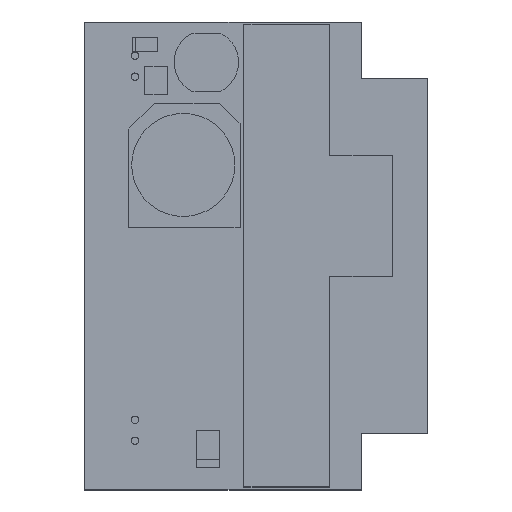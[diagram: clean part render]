
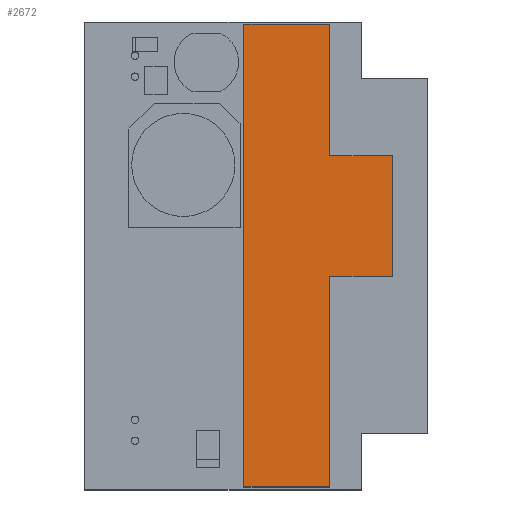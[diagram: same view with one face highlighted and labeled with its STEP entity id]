
A CAD part, top view. The second image highlights one B-rep face of the part: STEP entity #2672.
In plain terms, the highlighted planar face has unit normal (0, 0, 1).
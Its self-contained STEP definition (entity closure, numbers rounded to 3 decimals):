
#2050 = VERTEX_POINT('',#2051);
#2051 = CARTESIAN_POINT('',(1.4,-28.025,14.));
#2058 = PLANE('',#2059);
#2059 = AXIS2_PLACEMENT_3D('',#2060,#2061,#2062);
#2060 = CARTESIAN_POINT('',(1.4,-28.025,0.));
#2061 = DIRECTION('',(0.,-1.,0.));
#2062 = DIRECTION('',(-1.,0.,0.));
#2070 = PLANE('',#2071);
#2071 = AXIS2_PLACEMENT_3D('',#2072,#2073,#2074);
#2072 = CARTESIAN_POINT('',(1.4,-2.525,0.));
#2073 = DIRECTION('',(1.,0.,0.));
#2074 = DIRECTION('',(0.,-1.,0.));
#2082 = EDGE_CURVE('',#2050,#2083,#2085,.T.);
#2083 = VERTEX_POINT('',#2084);
#2084 = CARTESIAN_POINT('',(-9.,-28.025,14.));
#2085 = SURFACE_CURVE('',#2086,(#2090,#2097),.PCURVE_S1.);
#2086 = LINE('',#2087,#2088);
#2087 = CARTESIAN_POINT('',(1.4,-28.025,14.));
#2088 = VECTOR('',#2089,1.);
#2089 = DIRECTION('',(-1.,0.,0.));
#2090 = PCURVE('',#2058,#2091);
#2091 = DEFINITIONAL_REPRESENTATION('',(#2092),#2096);
#2092 = LINE('',#2093,#2094);
#2093 = CARTESIAN_POINT('',(0.,-14.));
#2094 = VECTOR('',#2095,1.);
#2095 = DIRECTION('',(1.,0.));
#2096 = ( GEOMETRIC_REPRESENTATION_CONTEXT(2) 
PARAMETRIC_REPRESENTATION_CONTEXT() REPRESENTATION_CONTEXT('2D SPACE',''
  ) );
#2097 = PCURVE('',#2098,#2103);
#2098 = PLANE('',#2099);
#2099 = AXIS2_PLACEMENT_3D('',#2100,#2101,#2102);
#2100 = CARTESIAN_POINT('',(1.4,-28.025,14.));
#2101 = DIRECTION('',(0.,0.,1.));
#2102 = DIRECTION('',(1.,0.,0.));
#2103 = DEFINITIONAL_REPRESENTATION('',(#2104),#2108);
#2104 = LINE('',#2105,#2106);
#2105 = CARTESIAN_POINT('',(0.,0.));
#2106 = VECTOR('',#2107,1.);
#2107 = DIRECTION('',(-1.,0.));
#2108 = ( GEOMETRIC_REPRESENTATION_CONTEXT(2) 
PARAMETRIC_REPRESENTATION_CONTEXT() REPRESENTATION_CONTEXT('2D SPACE',''
  ) );
#2126 = PLANE('',#2127);
#2127 = AXIS2_PLACEMENT_3D('',#2128,#2129,#2130);
#2128 = CARTESIAN_POINT('',(-9.,-28.025,0.));
#2129 = DIRECTION('',(-1.,0.,0.));
#2130 = DIRECTION('',(0.,1.,0.));
#2168 = EDGE_CURVE('',#2083,#2169,#2171,.T.);
#2169 = VERTEX_POINT('',#2170);
#2170 = CARTESIAN_POINT('',(-9.,28.025,14.));
#2171 = SURFACE_CURVE('',#2172,(#2176,#2183),.PCURVE_S1.);
#2172 = LINE('',#2173,#2174);
#2173 = CARTESIAN_POINT('',(-9.,-28.025,14.));
#2174 = VECTOR('',#2175,1.);
#2175 = DIRECTION('',(0.,1.,0.));
#2176 = PCURVE('',#2126,#2177);
#2177 = DEFINITIONAL_REPRESENTATION('',(#2178),#2182);
#2178 = LINE('',#2179,#2180);
#2179 = CARTESIAN_POINT('',(0.,-14.));
#2180 = VECTOR('',#2181,1.);
#2181 = DIRECTION('',(1.,0.));
#2182 = ( GEOMETRIC_REPRESENTATION_CONTEXT(2) 
PARAMETRIC_REPRESENTATION_CONTEXT() REPRESENTATION_CONTEXT('2D SPACE',''
  ) );
#2183 = PCURVE('',#2098,#2184);
#2184 = DEFINITIONAL_REPRESENTATION('',(#2185),#2189);
#2185 = LINE('',#2186,#2187);
#2186 = CARTESIAN_POINT('',(-10.4,0.));
#2187 = VECTOR('',#2188,1.);
#2188 = DIRECTION('',(0.,1.));
#2189 = ( GEOMETRIC_REPRESENTATION_CONTEXT(2) 
PARAMETRIC_REPRESENTATION_CONTEXT() REPRESENTATION_CONTEXT('2D SPACE',''
  ) );
#2207 = PLANE('',#2208);
#2208 = AXIS2_PLACEMENT_3D('',#2209,#2210,#2211);
#2209 = CARTESIAN_POINT('',(-9.,28.025,0.));
#2210 = DIRECTION('',(0.,1.,0.));
#2211 = DIRECTION('',(1.,0.,0.));
#2244 = EDGE_CURVE('',#2169,#2245,#2247,.T.);
#2245 = VERTEX_POINT('',#2246);
#2246 = CARTESIAN_POINT('',(1.4,28.025,14.));
#2247 = SURFACE_CURVE('',#2248,(#2252,#2259),.PCURVE_S1.);
#2248 = LINE('',#2249,#2250);
#2249 = CARTESIAN_POINT('',(-9.,28.025,14.));
#2250 = VECTOR('',#2251,1.);
#2251 = DIRECTION('',(1.,0.,0.));
#2252 = PCURVE('',#2207,#2253);
#2253 = DEFINITIONAL_REPRESENTATION('',(#2254),#2258);
#2254 = LINE('',#2255,#2256);
#2255 = CARTESIAN_POINT('',(0.,-14.));
#2256 = VECTOR('',#2257,1.);
#2257 = DIRECTION('',(1.,0.));
#2258 = ( GEOMETRIC_REPRESENTATION_CONTEXT(2) 
PARAMETRIC_REPRESENTATION_CONTEXT() REPRESENTATION_CONTEXT('2D SPACE',''
  ) );
#2259 = PCURVE('',#2098,#2260);
#2260 = DEFINITIONAL_REPRESENTATION('',(#2261),#2265);
#2261 = LINE('',#2262,#2263);
#2262 = CARTESIAN_POINT('',(-10.4,56.05));
#2263 = VECTOR('',#2264,1.);
#2264 = DIRECTION('',(1.,0.));
#2265 = ( GEOMETRIC_REPRESENTATION_CONTEXT(2) 
PARAMETRIC_REPRESENTATION_CONTEXT() REPRESENTATION_CONTEXT('2D SPACE',''
  ) );
#2283 = PLANE('',#2284);
#2284 = AXIS2_PLACEMENT_3D('',#2285,#2286,#2287);
#2285 = CARTESIAN_POINT('',(1.4,28.025,0.));
#2286 = DIRECTION('',(1.,0.,0.));
#2287 = DIRECTION('',(0.,-1.,0.));
#2320 = EDGE_CURVE('',#2245,#2321,#2323,.T.);
#2321 = VERTEX_POINT('',#2322);
#2322 = CARTESIAN_POINT('',(1.4,12.075,14.));
#2323 = SURFACE_CURVE('',#2324,(#2328,#2335),.PCURVE_S1.);
#2324 = LINE('',#2325,#2326);
#2325 = CARTESIAN_POINT('',(1.4,28.025,14.));
#2326 = VECTOR('',#2327,1.);
#2327 = DIRECTION('',(0.,-1.,0.));
#2328 = PCURVE('',#2283,#2329);
#2329 = DEFINITIONAL_REPRESENTATION('',(#2330),#2334);
#2330 = LINE('',#2331,#2332);
#2331 = CARTESIAN_POINT('',(0.,-14.));
#2332 = VECTOR('',#2333,1.);
#2333 = DIRECTION('',(1.,0.));
#2334 = ( GEOMETRIC_REPRESENTATION_CONTEXT(2) 
PARAMETRIC_REPRESENTATION_CONTEXT() REPRESENTATION_CONTEXT('2D SPACE',''
  ) );
#2335 = PCURVE('',#2098,#2336);
#2336 = DEFINITIONAL_REPRESENTATION('',(#2337),#2341);
#2337 = LINE('',#2338,#2339);
#2338 = CARTESIAN_POINT('',(0.,56.05));
#2339 = VECTOR('',#2340,1.);
#2340 = DIRECTION('',(0.,-1.));
#2341 = ( GEOMETRIC_REPRESENTATION_CONTEXT(2) 
PARAMETRIC_REPRESENTATION_CONTEXT() REPRESENTATION_CONTEXT('2D SPACE',''
  ) );
#2359 = PLANE('',#2360);
#2360 = AXIS2_PLACEMENT_3D('',#2361,#2362,#2363);
#2361 = CARTESIAN_POINT('',(1.4,12.075,0.));
#2362 = DIRECTION('',(0.,1.,0.));
#2363 = DIRECTION('',(1.,0.,0.));
#2396 = EDGE_CURVE('',#2321,#2397,#2399,.T.);
#2397 = VERTEX_POINT('',#2398);
#2398 = CARTESIAN_POINT('',(9.,12.075,14.));
#2399 = SURFACE_CURVE('',#2400,(#2404,#2411),.PCURVE_S1.);
#2400 = LINE('',#2401,#2402);
#2401 = CARTESIAN_POINT('',(1.4,12.075,14.));
#2402 = VECTOR('',#2403,1.);
#2403 = DIRECTION('',(1.,0.,0.));
#2404 = PCURVE('',#2359,#2405);
#2405 = DEFINITIONAL_REPRESENTATION('',(#2406),#2410);
#2406 = LINE('',#2407,#2408);
#2407 = CARTESIAN_POINT('',(0.,-14.));
#2408 = VECTOR('',#2409,1.);
#2409 = DIRECTION('',(1.,0.));
#2410 = ( GEOMETRIC_REPRESENTATION_CONTEXT(2) 
PARAMETRIC_REPRESENTATION_CONTEXT() REPRESENTATION_CONTEXT('2D SPACE',''
  ) );
#2411 = PCURVE('',#2098,#2412);
#2412 = DEFINITIONAL_REPRESENTATION('',(#2413),#2417);
#2413 = LINE('',#2414,#2415);
#2414 = CARTESIAN_POINT('',(0.,40.1));
#2415 = VECTOR('',#2416,1.);
#2416 = DIRECTION('',(1.,0.));
#2417 = ( GEOMETRIC_REPRESENTATION_CONTEXT(2) 
PARAMETRIC_REPRESENTATION_CONTEXT() REPRESENTATION_CONTEXT('2D SPACE',''
  ) );
#2435 = PLANE('',#2436);
#2436 = AXIS2_PLACEMENT_3D('',#2437,#2438,#2439);
#2437 = CARTESIAN_POINT('',(9.,12.075,0.));
#2438 = DIRECTION('',(1.,0.,0.));
#2439 = DIRECTION('',(0.,-1.,0.));
#2472 = EDGE_CURVE('',#2397,#2473,#2475,.T.);
#2473 = VERTEX_POINT('',#2474);
#2474 = CARTESIAN_POINT('',(9.,-2.525,14.));
#2475 = SURFACE_CURVE('',#2476,(#2480,#2487),.PCURVE_S1.);
#2476 = LINE('',#2477,#2478);
#2477 = CARTESIAN_POINT('',(9.,12.075,14.));
#2478 = VECTOR('',#2479,1.);
#2479 = DIRECTION('',(0.,-1.,0.));
#2480 = PCURVE('',#2435,#2481);
#2481 = DEFINITIONAL_REPRESENTATION('',(#2482),#2486);
#2482 = LINE('',#2483,#2484);
#2483 = CARTESIAN_POINT('',(0.,-14.));
#2484 = VECTOR('',#2485,1.);
#2485 = DIRECTION('',(1.,0.));
#2486 = ( GEOMETRIC_REPRESENTATION_CONTEXT(2) 
PARAMETRIC_REPRESENTATION_CONTEXT() REPRESENTATION_CONTEXT('2D SPACE',''
  ) );
#2487 = PCURVE('',#2098,#2488);
#2488 = DEFINITIONAL_REPRESENTATION('',(#2489),#2493);
#2489 = LINE('',#2490,#2491);
#2490 = CARTESIAN_POINT('',(7.6,40.1));
#2491 = VECTOR('',#2492,1.);
#2492 = DIRECTION('',(0.,-1.));
#2493 = ( GEOMETRIC_REPRESENTATION_CONTEXT(2) 
PARAMETRIC_REPRESENTATION_CONTEXT() REPRESENTATION_CONTEXT('2D SPACE',''
  ) );
#2511 = PLANE('',#2512);
#2512 = AXIS2_PLACEMENT_3D('',#2513,#2514,#2515);
#2513 = CARTESIAN_POINT('',(9.,-2.525,0.));
#2514 = DIRECTION('',(0.,-1.,0.));
#2515 = DIRECTION('',(-1.,0.,0.));
#2548 = EDGE_CURVE('',#2473,#2549,#2551,.T.);
#2549 = VERTEX_POINT('',#2550);
#2550 = CARTESIAN_POINT('',(1.4,-2.525,14.));
#2551 = SURFACE_CURVE('',#2552,(#2556,#2563),.PCURVE_S1.);
#2552 = LINE('',#2553,#2554);
#2553 = CARTESIAN_POINT('',(9.,-2.525,14.));
#2554 = VECTOR('',#2555,1.);
#2555 = DIRECTION('',(-1.,0.,0.));
#2556 = PCURVE('',#2511,#2557);
#2557 = DEFINITIONAL_REPRESENTATION('',(#2558),#2562);
#2558 = LINE('',#2559,#2560);
#2559 = CARTESIAN_POINT('',(0.,-14.));
#2560 = VECTOR('',#2561,1.);
#2561 = DIRECTION('',(1.,0.));
#2562 = ( GEOMETRIC_REPRESENTATION_CONTEXT(2) 
PARAMETRIC_REPRESENTATION_CONTEXT() REPRESENTATION_CONTEXT('2D SPACE',''
  ) );
#2563 = PCURVE('',#2098,#2564);
#2564 = DEFINITIONAL_REPRESENTATION('',(#2565),#2569);
#2565 = LINE('',#2566,#2567);
#2566 = CARTESIAN_POINT('',(7.6,25.5));
#2567 = VECTOR('',#2568,1.);
#2568 = DIRECTION('',(-1.,0.));
#2569 = ( GEOMETRIC_REPRESENTATION_CONTEXT(2) 
PARAMETRIC_REPRESENTATION_CONTEXT() REPRESENTATION_CONTEXT('2D SPACE',''
  ) );
#2619 = EDGE_CURVE('',#2549,#2050,#2620,.T.);
#2620 = SURFACE_CURVE('',#2621,(#2625,#2632),.PCURVE_S1.);
#2621 = LINE('',#2622,#2623);
#2622 = CARTESIAN_POINT('',(1.4,-2.525,14.));
#2623 = VECTOR('',#2624,1.);
#2624 = DIRECTION('',(0.,-1.,0.));
#2625 = PCURVE('',#2070,#2626);
#2626 = DEFINITIONAL_REPRESENTATION('',(#2627),#2631);
#2627 = LINE('',#2628,#2629);
#2628 = CARTESIAN_POINT('',(0.,-14.));
#2629 = VECTOR('',#2630,1.);
#2630 = DIRECTION('',(1.,0.));
#2631 = ( GEOMETRIC_REPRESENTATION_CONTEXT(2) 
PARAMETRIC_REPRESENTATION_CONTEXT() REPRESENTATION_CONTEXT('2D SPACE',''
  ) );
#2632 = PCURVE('',#2098,#2633);
#2633 = DEFINITIONAL_REPRESENTATION('',(#2634),#2638);
#2634 = LINE('',#2635,#2636);
#2635 = CARTESIAN_POINT('',(0.,25.5));
#2636 = VECTOR('',#2637,1.);
#2637 = DIRECTION('',(0.,-1.));
#2638 = ( GEOMETRIC_REPRESENTATION_CONTEXT(2) 
PARAMETRIC_REPRESENTATION_CONTEXT() REPRESENTATION_CONTEXT('2D SPACE',''
  ) );
#2672 = ADVANCED_FACE('',(#2673),#2098,.T.);
#2673 = FACE_BOUND('',#2674,.F.);
#2674 = EDGE_LOOP('',(#2675,#2676,#2677,#2678,#2679,#2680,#2681,#2682));
#2675 = ORIENTED_EDGE('',*,*,#2082,.T.);
#2676 = ORIENTED_EDGE('',*,*,#2168,.T.);
#2677 = ORIENTED_EDGE('',*,*,#2244,.T.);
#2678 = ORIENTED_EDGE('',*,*,#2320,.T.);
#2679 = ORIENTED_EDGE('',*,*,#2396,.T.);
#2680 = ORIENTED_EDGE('',*,*,#2472,.T.);
#2681 = ORIENTED_EDGE('',*,*,#2548,.T.);
#2682 = ORIENTED_EDGE('',*,*,#2619,.T.);
